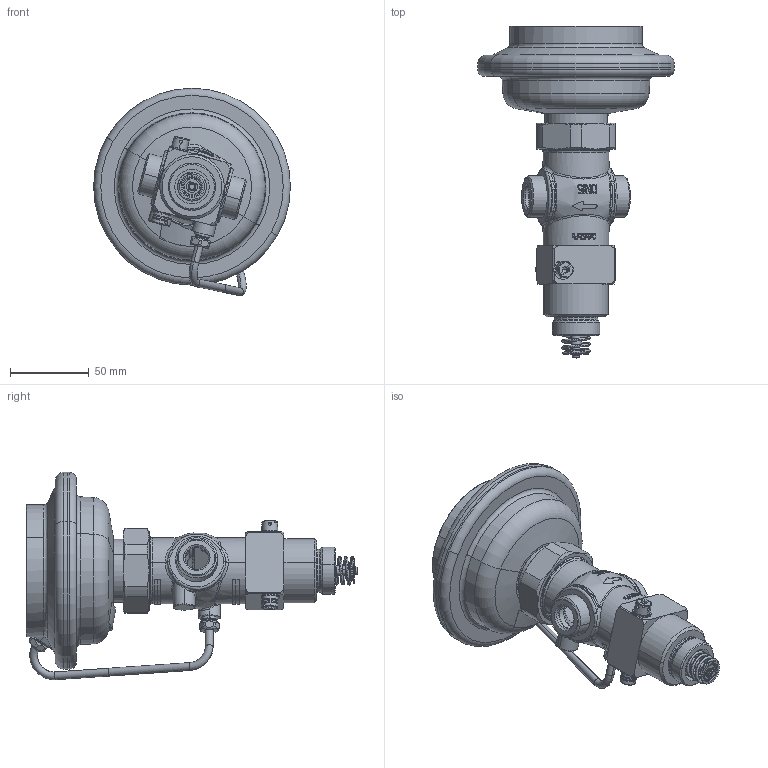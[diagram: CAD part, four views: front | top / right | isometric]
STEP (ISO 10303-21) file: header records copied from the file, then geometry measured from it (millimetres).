
FILE_DESCRIPTION((''),'2;1');
FILE_NAME('003H6748_AVQM_PN25_ASM','2015-02-23T',('u317927'),('Danfoss'),'PRO/ENGINEER BY PARAMETRIC TECHNOLOGY CORPORATION, 2014000','PRO/ENGINEER BY PARAMETRIC TECHNOLOGY CORPORATION, 2014000','');
FILE_SCHEMA(('CONFIG_CONTROL_DESIGN'));
Products named in the file (29): 88810780-BOTTOM-CLOSED_1; 88810790_ZAVIHAN_1; 8883807_1; TRATA-MUTTER_1; 8883753_ASM_1_ASM; 88800095_ASM_1; 8882942_1; 8880026_1; 8882933_ASM_1_ASM; 8883855_1; 8883858_1; 8883861_1; 8883856_1; 5451222_1; 8882293_1; 8502117_1; 5201738_1; 8882294_1; 5201737_1; 8880281_1; 8883776_ASM_1_ASM; 8882056_1; 5211524_1; 8881022_1; 5454030_1; 8883503_1; 8883538_1; 003H6748_ASM_1_ASM; 003H6748_AVQM_PN25_ASM
Assembly tree (32 placements, depth 4):
  003H6748_AVQM_PN25_ASM
    003H6748_ASM_1_ASM
      8883753_ASM_1_ASM
        88810780-BOTTOM-CLOSED_1
        88810790_ZAVIHAN_1
        8883807_1
        TRATA-MUTTER_1
      88800095_ASM_1
      8882933_ASM_1_ASM
        8882942_1
        8880026_1
      8883776_ASM_1_ASM
        8883855_1
        8883858_1
        8883861_1
        8883856_1
        5451222_1  x2
        8882293_1
        8502117_1
        5201738_1
        8882294_1
        5201737_1  x2
        8880281_1
      8882056_1
      5211524_1  x2
      8881022_1  x2
      5454030_1
      8883503_1
      8883538_1
Bounding box: 125.09 x 210.9 x 131.83 mm (x, y, z)
Volume: 321079 mm3; surface area: 163801.2 mm2
Topology: 27 solids, 40 shells, 1891 faces, 4924 edges, 3170 vertices
Faces by surface type: plane 836, cylinder 459, cone 243, torus 204, bspline 136, sphere 13
Entity records: 66611 total; most frequent: CARTESIAN_POINT 23332, ORIENTED_EDGE 9248, DIRECTION 8672, EDGE_CURVE 4664, AXIS2_PLACEMENT_3D 3564, VERTEX_POINT 3005, EDGE_LOOP 1947, FACE_OUTER_BOUND 1800
